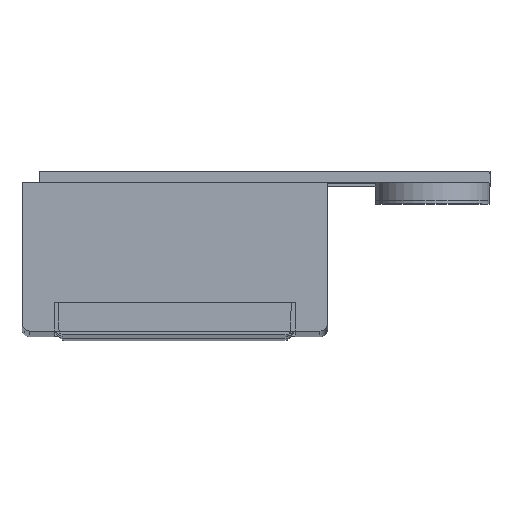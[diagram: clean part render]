
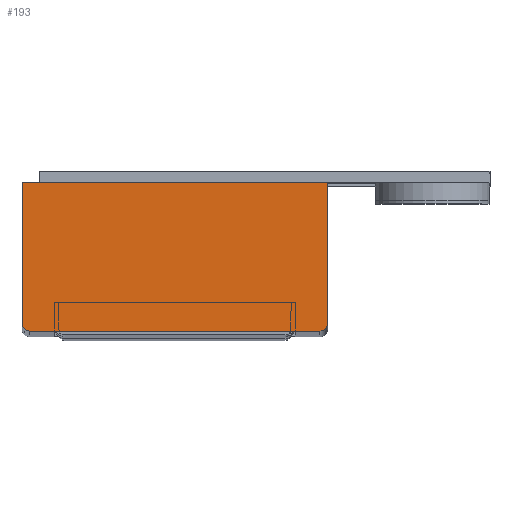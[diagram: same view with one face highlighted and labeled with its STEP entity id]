
A CAD part, top view. The second image highlights one B-rep face of the part: STEP entity #193.
In plain terms, the highlighted planar face has unit normal (0, 0, 1).
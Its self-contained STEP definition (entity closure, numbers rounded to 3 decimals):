
#193=ADVANCED_FACE('',(#475),#476,.T.);
#475=FACE_OUTER_BOUND('',#827,.T.);
#476=PLANE('',#828);
#827=EDGE_LOOP('',(#1397,#1398,#1399,#1400,#1401,#1402,#1403,#1404));
#828=AXIS2_PLACEMENT_3D('',#1405,#1406,#1407);
#1397=ORIENTED_EDGE('',*,*,#1975,.F.);
#1398=ORIENTED_EDGE('',*,*,#1976,.T.);
#1399=ORIENTED_EDGE('',*,*,#1919,.T.);
#1400=ORIENTED_EDGE('',*,*,#1977,.T.);
#1401=ORIENTED_EDGE('',*,*,#1978,.T.);
#1402=ORIENTED_EDGE('',*,*,#1934,.T.);
#1403=ORIENTED_EDGE('',*,*,#1979,.F.);
#1404=ORIENTED_EDGE('',*,*,#1949,.T.);
#1405=CARTESIAN_POINT('',(39.25,-15.0,432.6));
#1406=DIRECTION('',(0.0,0.0,1.0));
#1407=DIRECTION('',(0.0,-1.0,0.0));
#1919=EDGE_CURVE('',#2124,#2128,#2130,.T.);
#1934=EDGE_CURVE('',#2151,#2155,#2157,.T.);
#1949=EDGE_CURVE('',#2175,#2173,#2176,.T.);
#1975=EDGE_CURVE('',#2212,#2173,#2213,.T.);
#1976=EDGE_CURVE('',#2212,#2124,#2214,.T.);
#1977=EDGE_CURVE('',#2128,#2215,#2216,.T.);
#1978=EDGE_CURVE('',#2215,#2151,#2217,.T.);
#1979=EDGE_CURVE('',#2175,#2155,#2218,.T.);
#2124=VERTEX_POINT('',#2419);
#2128=VERTEX_POINT('',#2424);
#2130=CIRCLE('',#2427,2.0);
#2151=VERTEX_POINT('',#2452);
#2155=VERTEX_POINT('',#2457);
#2157=CIRCLE('',#2460,2.0);
#2173=VERTEX_POINT('',#2480);
#2175=VERTEX_POINT('',#2483);
#2176=LINE('',#2484,#2485);
#2212=VERTEX_POINT('',#2532);
#2213=LINE('',#2533,#2534);
#2214=CIRCLE('',#2535,2.0);
#2215=VERTEX_POINT('',#2536);
#2216=LINE('',#2537,#2538);
#2217=CIRCLE('',#2539,2.0);
#2218=LINE('',#2540,#2541);
#2419=CARTESIAN_POINT('',(-39.414,-38.414,432.6));
#2424=CARTESIAN_POINT('',(-38.,-39.0,432.6));
#2427=AXIS2_PLACEMENT_3D('',#2821,#2822,#2823);
#2452=CARTESIAN_POINT('',(39.414,-38.414,432.6));
#2457=CARTESIAN_POINT('',(40.,-37.0,432.6));
#2460=AXIS2_PLACEMENT_3D('',#2845,#2846,#2847);
#2480=CARTESIAN_POINT('',(-40.,0.0,432.6));
#2483=CARTESIAN_POINT('',(40.,0.0,432.6));
#2484=CARTESIAN_POINT('',(40.,0.0,432.6));
#2485=VECTOR('',#2853,80.);
#2532=CARTESIAN_POINT('',(-40.,-37.0,432.6));
#2533=CARTESIAN_POINT('',(-40.,-37.0,432.6));
#2534=VECTOR('',#2871,37.0);
#2535=AXIS2_PLACEMENT_3D('',#2872,#2873,#2874);
#2536=CARTESIAN_POINT('',(38.,-39.0,432.6));
#2537=CARTESIAN_POINT('',(-38.,-39.0,432.6));
#2538=VECTOR('',#2875,76.);
#2539=AXIS2_PLACEMENT_3D('',#2876,#2877,#2878);
#2540=CARTESIAN_POINT('',(40.,0.0,432.6));
#2541=VECTOR('',#2879,37.0);
#2821=CARTESIAN_POINT('',(-38.,-37.0,432.6));
#2822=DIRECTION('',(0.0,0.0,1.0));
#2823=DIRECTION('',(-1.0,0.,0.0));
#2845=CARTESIAN_POINT('',(38.,-37.0,432.6));
#2846=DIRECTION('',(0.0,0.0,1.0));
#2847=DIRECTION('',(0.,-1.0,0.0));
#2853=DIRECTION('',(-1.0,0.0,0.0));
#2871=DIRECTION('',(0.0,1.0,0.0));
#2872=CARTESIAN_POINT('',(-38.,-37.0,432.6));
#2873=DIRECTION('',(0.0,0.0,1.0));
#2874=DIRECTION('',(-1.0,0.,0.0));
#2875=DIRECTION('',(1.0,0.0,0.0));
#2876=CARTESIAN_POINT('',(38.,-37.0,432.6));
#2877=DIRECTION('',(0.0,0.0,1.0));
#2878=DIRECTION('',(0.,-1.0,0.0));
#2879=DIRECTION('',(0.0,-1.0,0.0));
